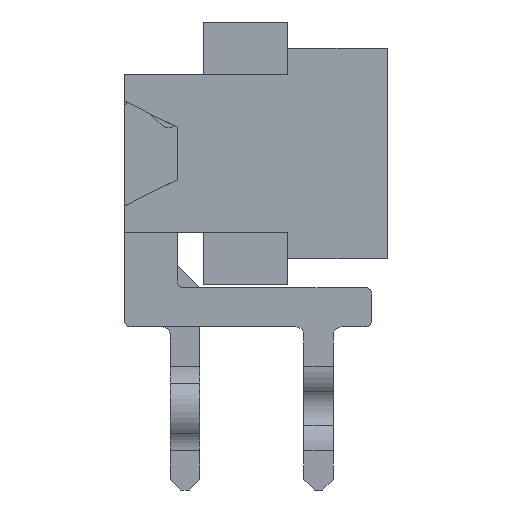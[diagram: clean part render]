
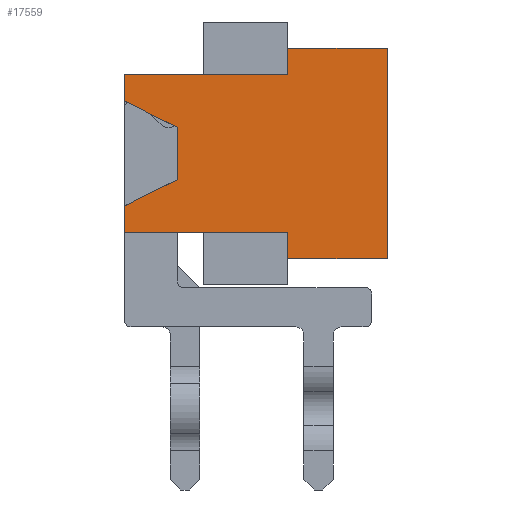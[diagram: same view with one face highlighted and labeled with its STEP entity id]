
A CAD part, front view. The second image highlights one B-rep face of the part: STEP entity #17559.
In plain terms, the highlighted face is planar.
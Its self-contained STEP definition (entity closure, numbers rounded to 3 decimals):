
#2226=ORIENTED_EDGE('',*,*,#6996,.F.);
#2227=ORIENTED_EDGE('',*,*,#7008,.F.);
#2228=ORIENTED_EDGE('',*,*,#7015,.T.);
#2229=ORIENTED_EDGE('',*,*,#6725,.F.);
#2230=ORIENTED_EDGE('',*,*,#6460,.T.);
#2231=ORIENTED_EDGE('',*,*,#7016,.F.);
#2232=ORIENTED_EDGE('',*,*,#7017,.F.);
#2233=ORIENTED_EDGE('',*,*,#7018,.T.);
#2234=ORIENTED_EDGE('',*,*,#7019,.T.);
#2235=ORIENTED_EDGE('',*,*,#6729,.T.);
#2236=ORIENTED_EDGE('',*,*,#6464,.F.);
#2237=ORIENTED_EDGE('',*,*,#7010,.F.);
#2238=ORIENTED_EDGE('',*,*,#6730,.F.);
#2239=ORIENTED_EDGE('',*,*,#6740,.F.);
#6460=EDGE_CURVE('',#9051,#9050,#10837,.T.);
#6464=EDGE_CURVE('',#9053,#9054,#10841,.T.);
#6725=EDGE_CURVE('',#9051,#9207,#11102,.T.);
#6729=EDGE_CURVE('',#9208,#9054,#11106,.T.);
#6730=EDGE_CURVE('',#9209,#9210,#11107,.T.);
#6740=EDGE_CURVE('',#9213,#9209,#11117,.T.);
#6996=EDGE_CURVE('',#9343,#9213,#11373,.T.);
#7008=EDGE_CURVE('',#9344,#9343,#11385,.T.);
#7010=EDGE_CURVE('',#9210,#9053,#11387,.T.);
#7015=EDGE_CURVE('',#9344,#9207,#11392,.T.);
#7016=EDGE_CURVE('',#9345,#9050,#11393,.T.);
#7017=EDGE_CURVE('',#9346,#9345,#11394,.T.);
#7018=EDGE_CURVE('',#9346,#9347,#11395,.T.);
#7019=EDGE_CURVE('',#9347,#9208,#11396,.T.);
#9050=VERTEX_POINT('',#25521);
#9051=VERTEX_POINT('',#25523);
#9053=VERTEX_POINT('',#25529);
#9054=VERTEX_POINT('',#25531);
#9207=VERTEX_POINT('',#26021);
#9208=VERTEX_POINT('',#26025);
#9209=VERTEX_POINT('',#26030);
#9210=VERTEX_POINT('',#26031);
#9213=VERTEX_POINT('',#26046);
#9343=VERTEX_POINT('',#26532);
#9344=VERTEX_POINT('',#26556);
#9345=VERTEX_POINT('',#26568);
#9346=VERTEX_POINT('',#26570);
#9347=VERTEX_POINT('',#26572);
#10837=LINE('',#25522,#12950);
#10841=LINE('',#25530,#12954);
#11102=LINE('',#26020,#13215);
#11106=LINE('',#26027,#13219);
#11107=LINE('',#26029,#13220);
#11117=LINE('',#26047,#13230);
#11373=LINE('',#26531,#13486);
#11385=LINE('',#26555,#13498);
#11387=LINE('',#26559,#13500);
#11392=LINE('',#26566,#13505);
#11393=LINE('',#26567,#13506);
#11394=LINE('',#26569,#13507);
#11395=LINE('',#26571,#13508);
#11396=LINE('',#26573,#13509);
#12950=VECTOR('',#20300,1000.);
#12954=VECTOR('',#20306,1000.);
#13215=VECTOR('',#20719,1000.);
#13219=VECTOR('',#20725,1000.);
#13220=VECTOR('',#20728,1000.);
#13230=VECTOR('',#20744,1000.);
#13486=VECTOR('',#21198,1000.);
#13498=VECTOR('',#21232,1000.);
#13500=VECTOR('',#21236,1000.);
#13505=VECTOR('',#21245,1000.);
#13506=VECTOR('',#21246,1000.);
#13507=VECTOR('',#21247,1000.);
#13508=VECTOR('',#21248,1000.);
#13509=VECTOR('',#21249,1000.);
#15001=EDGE_LOOP('',(#2226,#2227,#2228,#2229,#2230,#2231,#2232,#2233,#2234,
#2235,#2236,#2237,#2238,#2239));
#15952=FACE_BOUND('',#15001,.T.);
#16903=PLANE('',#18586);
#17559=ADVANCED_FACE('',(#15952),#16903,.F.);
#18586=AXIS2_PLACEMENT_3D('',#26565,#21243,#21244);
#20300=DIRECTION('',(0.,-1.,0.));
#20306=DIRECTION('',(0.,0.,1.));
#20719=DIRECTION('',(0.,0.,-1.));
#20725=DIRECTION('',(0.,0.,-1.));
#20728=DIRECTION('',(0.,0.447,-0.894));
#20744=DIRECTION('',(0.,1.,0.));
#21198=DIRECTION('',(0.,0.447,0.894));
#21232=DIRECTION('',(0.,1.,0.));
#21236=DIRECTION('',(0.,1.,0.));
#21243=DIRECTION('',(1.,0.,0.));
#21244=DIRECTION('',(0.,0.,-1.));
#21245=DIRECTION('',(0.,0.,1.));
#21246=DIRECTION('',(0.,0.,-1.));
#21247=DIRECTION('',(0.,-1.,0.));
#21248=DIRECTION('',(0.,0.,-1.));
#21249=DIRECTION('',(0.,-1.,0.));
#25521=CARTESIAN_POINT('',(-6.615,-2.,1.6));
#25522=CARTESIAN_POINT('',(-6.615,2.,1.6));
#25523=CARTESIAN_POINT('',(-6.615,-1.5,1.6));
#25529=CARTESIAN_POINT('',(-6.615,1.5,-1.5));
#25530=CARTESIAN_POINT('',(-6.615,1.5,-1.5));
#25531=CARTESIAN_POINT('',(-6.615,1.5,0.));
#26020=CARTESIAN_POINT('',(-6.615,-1.5,16.312));
#26021=CARTESIAN_POINT('',(-6.615,-1.5,0.));
#26025=CARTESIAN_POINT('',(-6.615,1.5,1.6));
#26027=CARTESIAN_POINT('',(-6.615,1.5,16.312));
#26029=CARTESIAN_POINT('',(-6.615,-0.8,2.1));
#26030=CARTESIAN_POINT('',(-6.615,0.5,-0.5));
#26031=CARTESIAN_POINT('',(-6.615,1.,-1.5));
#26046=CARTESIAN_POINT('',(-6.615,-0.5,-0.5));
#26047=CARTESIAN_POINT('',(-6.615,2.,-0.5));
#26531=CARTESIAN_POINT('',(-6.615,1.6,3.7));
#26532=CARTESIAN_POINT('',(-6.615,-1.,-1.5));
#26555=CARTESIAN_POINT('',(-6.615,-1.5,-1.5));
#26556=CARTESIAN_POINT('',(-6.615,-1.5,-1.5));
#26559=CARTESIAN_POINT('',(-6.615,-1.5,-1.5));
#26565=CARTESIAN_POINT('',(-6.615,2.,3.5));
#26566=CARTESIAN_POINT('',(-6.615,-1.5,-1.5));
#26567=CARTESIAN_POINT('',(-6.615,-2.,3.5));
#26568=CARTESIAN_POINT('',(-6.615,-2.,3.5));
#26569=CARTESIAN_POINT('',(-6.615,2.,3.5));
#26570=CARTESIAN_POINT('',(-6.615,2.,3.5));
#26571=CARTESIAN_POINT('',(-6.615,2.,3.5));
#26572=CARTESIAN_POINT('',(-6.615,2.,1.6));
#26573=CARTESIAN_POINT('',(-6.615,2.,1.6));
